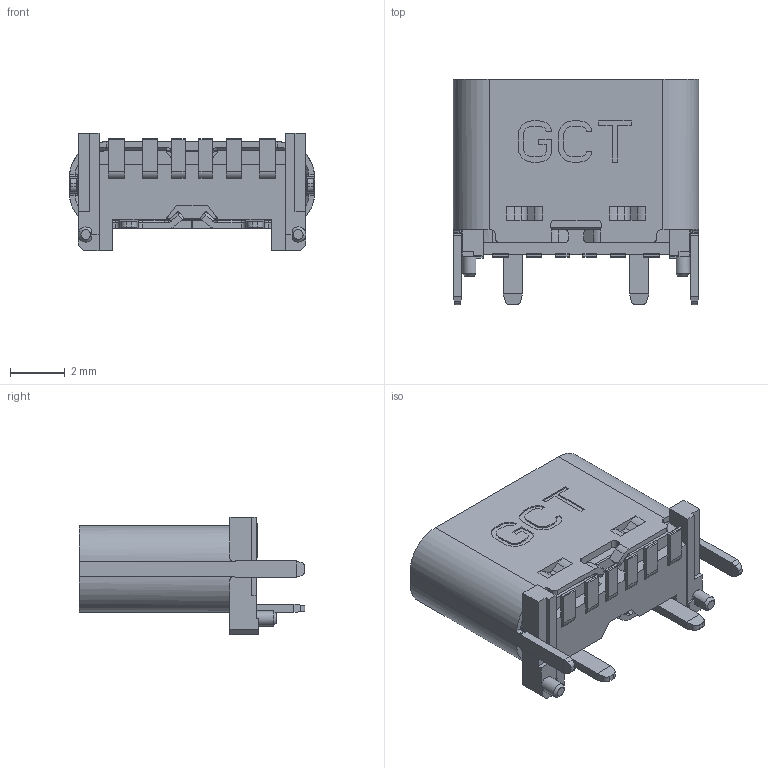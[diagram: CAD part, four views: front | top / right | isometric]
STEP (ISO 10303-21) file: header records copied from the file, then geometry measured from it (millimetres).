
FILE_DESCRIPTION(/* description */ ('STEP AP214'),/* implementation_level */ '2;1');
FILE_NAME(/* name */ 'USB4140-GF-0170-C',/* time_stamp */ '2022-12-09T14:06:05+01:00',/* author */ ('License CC BY-ND 4.0'),/* organization */ ('CADENAS'),/* preprocessor_version */ 'ST-DEVELOPER v18.102',/* originating_system */ 'PARTsolutions',/* authorisation */ ' ');
FILE_SCHEMA (('AUTOMOTIVE_DESIGN {1 0 10303 214 3 1 1}'));
Length unit declared in the file: millimetre
Products named in the file (3): USB4140-GF-0170-C; USB4140-GF-0170-C_PART2; USB4140-GF-0170-C_PART1
Assembly tree (2 placements, depth 2):
  USB4140-GF-0170-C
    USB4140-GF-0170-C_PART2
    USB4140-GF-0170-C_PART1
Bounding box: 8.94 x 8.23 x 4.3 mm (x, y, z)
Volume: 94.1 mm3; surface area: 473.4 mm2
Topology: 2 solids, 2 shells, 1030 faces, 2821 edges, 1809 vertices
Faces by surface type: plane 879, cylinder 137, cone 14
Entity records: 36437 total; most frequent: CARTESIAN_POINT 5824, ORIENTED_EDGE 5634, DIRECTION 5108, EDGE_CURVE 2817, LINE 2482, VECTOR 2482, VERTEX_POINT 1807, AXIS2_PLACEMENT_3D 1313
